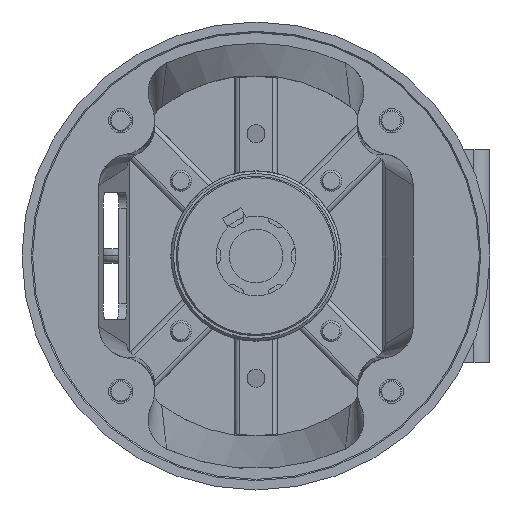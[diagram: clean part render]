
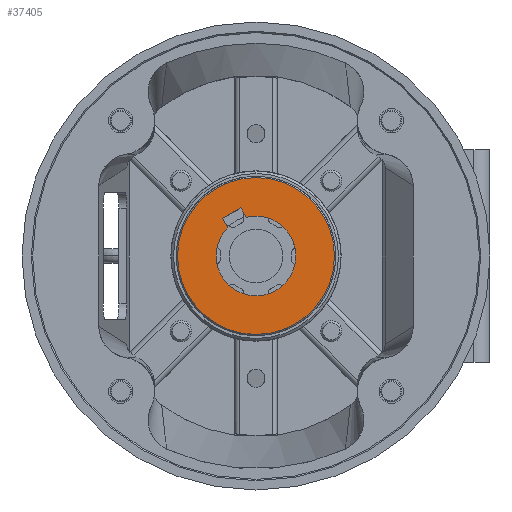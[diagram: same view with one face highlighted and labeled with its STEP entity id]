
A CAD part, left-side view. The second image highlights one B-rep face of the part: STEP entity #37405.
In plain terms, the highlighted planar face has unit normal (-1, 0, 0).
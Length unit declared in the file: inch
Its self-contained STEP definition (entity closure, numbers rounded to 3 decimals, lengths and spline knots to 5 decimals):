
#521 = CARTESIAN_POINT ( 'NONE',  ( -10.613, 0.35402, 1.13106 ) ) ;
#842 = CIRCLE ( 'NONE', #48961, 0.9375 ) ;
#892 = CIRCLE ( 'NONE', #33058, 1.84375 ) ;
#1282 = CARTESIAN_POINT ( 'NONE',  ( -10.613, 0.22826, 0.90929 ) ) ;
#1975 = CARTESIAN_POINT ( 'NONE',  ( -10.613, 0.78895, 0.88441 ) ) ;
#2405 = VECTOR ( 'NONE', #52029, 39.37008 ) ;
#2781 = EDGE_CURVE ( 'NONE', #12416, #104809, #892, .T. ) ;
#4339 = DIRECTION ( 'NONE',  ( 1., 0., 0. ) ) ;
#5901 = DIRECTION ( 'NONE',  ( 0., 0.87, -0.493 ) ) ;
#8821 = LINE ( 'NONE', #1975, #51181 ) ;
#12416 = VERTEX_POINT ( 'NONE', #90011 ) ;
#12464 = CARTESIAN_POINT ( 'NONE',  ( -10.613, 0.35402, 1.13106 ) ) ;
#16550 = CARTESIAN_POINT ( 'NONE',  ( -10.613, 0., 0. ) ) ;
#19464 = EDGE_CURVE ( 'NONE', #112655, #61576, #62065, .T. ) ;
#22319 = DIRECTION ( 'NONE',  ( -1., 0., 0. ) ) ;
#22726 = EDGE_CURVE ( 'NONE', #96149, #61576, #8821, .T. ) ;
#23421 = CARTESIAN_POINT ( 'NONE',  ( -10.613, 0., 0. ) ) ;
#25041 = ORIENTED_EDGE ( 'NONE', *, *, #22726, .F. ) ;
#25239 = DIRECTION ( 'NONE',  ( -1., 0., 0. ) ) ;
#25667 = EDGE_CURVE ( 'NONE', #27446, #57223, #842, .T. ) ;
#25879 = ORIENTED_EDGE ( 'NONE', *, *, #2781, .T. ) ;
#27446 = VERTEX_POINT ( 'NONE', #1282 ) ;
#29151 = CARTESIAN_POINT ( 'NONE',  ( -10.613, 0., 0. ) ) ;
#29842 = LINE ( 'NONE', #103665, #2405 ) ;
#30261 = DIRECTION ( 'NONE',  ( 0., 0.87, -0.493 ) ) ;
#33058 = AXIS2_PLACEMENT_3D ( 'NONE', #16550, #34121, #86837 ) ;
#34121 = DIRECTION ( 'NONE',  ( -1., 0., 0. ) ) ;
#34396 = CARTESIAN_POINT ( 'NONE',  ( -10.613, 0., 0. ) ) ;
#35653 = ORIENTED_EDGE ( 'NONE', *, *, #107429, .F. ) ;
#37405 = ADVANCED_FACE ( 'NONE', ( #100507, #47061 ), #101798, .T. ) ;
#37425 = VECTOR ( 'NONE', #61583, 39.37008 ) ;
#38026 = ORIENTED_EDGE ( 'NONE', *, *, #19464, .T. ) ;
#39530 = CARTESIAN_POINT ( 'NONE',  ( -10.613, -0.81549, 0.46247 ) ) ;
#47061 = FACE_BOUND ( 'NONE', #95642, .T. ) ;
#47228 = CARTESIAN_POINT ( 'NONE',  ( -10.613, 0., 0. ) ) ;
#48198 = EDGE_CURVE ( 'NONE', #57223, #112655, #54918, .T. ) ;
#48961 = AXIS2_PLACEMENT_3D ( 'NONE', #55481, #4339, #30261 ) ;
#49077 = EDGE_CURVE ( 'NONE', #105022, #96149, #66156, .T. ) ;
#51181 = VECTOR ( 'NONE', #88625, 39.37008 ) ;
#52029 = DIRECTION ( 'NONE',  ( 0., 0.493, 0.87 ) ) ;
#54499 = DIRECTION ( 'NONE',  ( 1., 0., 0. ) ) ;
#54918 = CIRCLE ( 'NONE', #72867, 0.9375 ) ;
#55481 = CARTESIAN_POINT ( 'NONE',  ( -10.613, 0., 0. ) ) ;
#57223 = VERTEX_POINT ( 'NONE', #39530 ) ;
#61576 = VERTEX_POINT ( 'NONE', #104954 ) ;
#61583 = DIRECTION ( 'NONE',  ( 0., 0.87, -0.493 ) ) ;
#62065 = CIRCLE ( 'NONE', #74615, 0.9375 ) ;
#66156 = LINE ( 'NONE', #521, #37425 ) ;
#69695 = AXIS2_PLACEMENT_3D ( 'NONE', #23421, #22319, #5901 ) ;
#72867 = AXIS2_PLACEMENT_3D ( 'NONE', #29151, #79992, #99783 ) ;
#74615 = AXIS2_PLACEMENT_3D ( 'NONE', #47228, #54499, #98896 ) ;
#75087 = CARTESIAN_POINT ( 'NONE',  ( -10.613, 0.81549, -0.46247 ) ) ;
#79992 = DIRECTION ( 'NONE',  ( 1., 0., 0. ) ) ;
#80589 = ORIENTED_EDGE ( 'NONE', *, *, #48198, .T. ) ;
#86837 = DIRECTION ( 'NONE',  ( 0., 0.87, -0.493 ) ) ;
#86944 = EDGE_LOOP ( 'NONE', ( #25879, #113005 ) ) ;
#88625 = DIRECTION ( 'NONE',  ( 0., -0.493, -0.87 ) ) ;
#90011 = CARTESIAN_POINT ( 'NONE',  ( -10.613, -1.6038, 0.90952 ) ) ;
#95642 = EDGE_LOOP ( 'NONE', ( #25041, #100607, #35653, #98717, #80589, #38026 ) ) ;
#96149 = VERTEX_POINT ( 'NONE', #101790 ) ;
#96351 = DIRECTION ( 'NONE',  ( 0., 0.87, -0.493 ) ) ;
#98717 = ORIENTED_EDGE ( 'NONE', *, *, #25667, .T. ) ;
#98896 = DIRECTION ( 'NONE',  ( 0., 0.87, -0.493 ) ) ;
#98903 = AXIS2_PLACEMENT_3D ( 'NONE', #34396, #25239, #96351 ) ;
#99783 = DIRECTION ( 'NONE',  ( 0., 0.87, -0.493 ) ) ;
#100507 = FACE_OUTER_BOUND ( 'NONE', #86944, .T. ) ;
#100607 = ORIENTED_EDGE ( 'NONE', *, *, #49077, .F. ) ;
#101790 = CARTESIAN_POINT ( 'NONE',  ( -10.613, 0.78895, 0.88441 ) ) ;
#101798 = PLANE ( 'NONE',  #69695 ) ;
#103665 = CARTESIAN_POINT ( 'NONE',  ( -10.613, 0.22826, 0.90929 ) ) ;
#104809 = VERTEX_POINT ( 'NONE', #113442 ) ;
#104954 = CARTESIAN_POINT ( 'NONE',  ( -10.613, 0.66319, 0.66264 ) ) ;
#105022 = VERTEX_POINT ( 'NONE', #12464 ) ;
#105354 = EDGE_CURVE ( 'NONE', #104809, #12416, #106392, .T. ) ;
#106392 = CIRCLE ( 'NONE', #98903, 1.84375 ) ;
#107429 = EDGE_CURVE ( 'NONE', #27446, #105022, #29842, .T. ) ;
#112655 = VERTEX_POINT ( 'NONE', #75087 ) ;
#113005 = ORIENTED_EDGE ( 'NONE', *, *, #105354, .T. ) ;
#113442 = CARTESIAN_POINT ( 'NONE',  ( -10.613, 1.6038, -0.90952 ) ) ;
